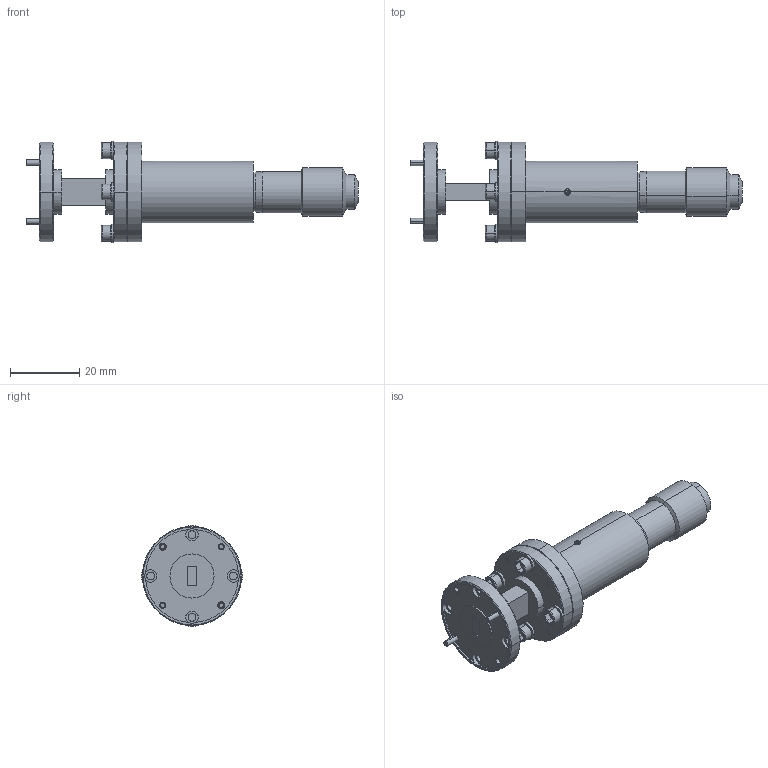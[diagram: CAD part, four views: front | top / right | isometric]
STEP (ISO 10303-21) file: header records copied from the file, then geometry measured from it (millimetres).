
FILE_DESCRIPTION (( 'STEP AP203' ), '1' );
FILE_NAME ('SWS-22-T1.STEP', '2023-05-05T18:50:11', ( '' ), ( '' ), 'SwSTEP 2.0', 'SolidWorks 2021', '' );
FILE_SCHEMA (( 'CONFIG_CONTROL_DESIGN' ));
Length unit declared in the file: inch
Products named in the file (1): SWS-22-T1
Bounding box: 95.57 x 29.15 x 29.15 mm (x, y, z)
Volume: 20366.7 mm3; surface area: 8261.5 mm2
Topology: 7 solids, 11 shells, 385 faces, 819 edges, 502 vertices
Faces by surface type: cylinder 164, plane 135, cone 78, torus 8
Entity records: 10656 total; most frequent: CARTESIAN_POINT 2057, DIRECTION 1913, ORIENTED_EDGE 1638, EDGE_CURVE 819, AXIS2_PLACEMENT_3D 764, VERTEX_POINT 502, EDGE_LOOP 455, VECTOR 385
